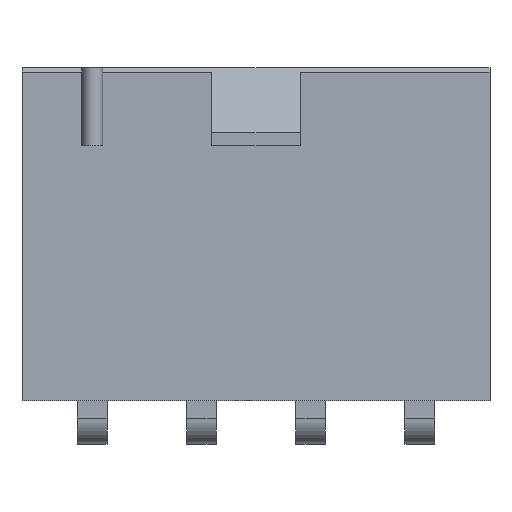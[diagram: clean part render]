
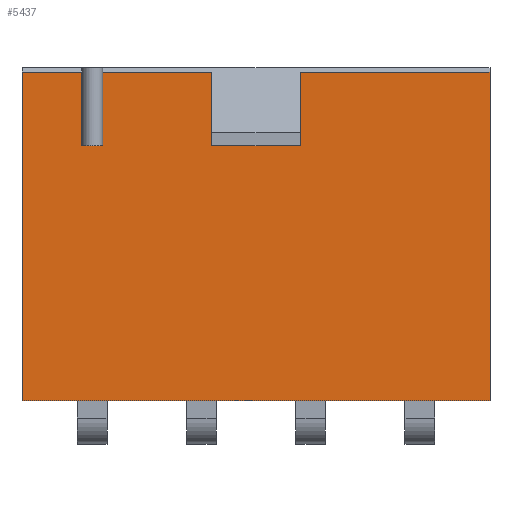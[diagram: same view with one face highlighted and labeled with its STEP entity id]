
A CAD part, top view. The second image highlights one B-rep face of the part: STEP entity #5437.
In plain terms, the highlighted face is planar.
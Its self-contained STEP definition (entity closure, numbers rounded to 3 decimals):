
#817=ORIENTED_EDGE('',*,*,#1470,.F.);
#818=ORIENTED_EDGE('',*,*,#1203,.F.);
#819=ORIENTED_EDGE('',*,*,#1199,.F.);
#820=ORIENTED_EDGE('',*,*,#1202,.T.);
#821=ORIENTED_EDGE('',*,*,#1469,.F.);
#822=ORIENTED_EDGE('',*,*,#1549,.T.);
#823=ORIENTED_EDGE('',*,*,#1559,.T.);
#824=ORIENTED_EDGE('',*,*,#1546,.F.);
#825=ORIENTED_EDGE('',*,*,#1474,.F.);
#826=ORIENTED_EDGE('',*,*,#1478,.F.);
#827=ORIENTED_EDGE('',*,*,#1480,.F.);
#828=ORIENTED_EDGE('',*,*,#1482,.F.);
#1199=EDGE_CURVE('',#1750,#1751,#2105,.T.);
#1202=EDGE_CURVE('',#1750,#1752,#2107,.T.);
#1203=EDGE_CURVE('',#1751,#1753,#2108,.T.);
#1469=EDGE_CURVE('',#1933,#1752,#2342,.T.);
#1470=EDGE_CURVE('',#1753,#1934,#2343,.T.);
#1474=EDGE_CURVE('',#1937,#1930,#2347,.T.);
#1478=EDGE_CURVE('',#1940,#1937,#2351,.T.);
#1480=EDGE_CURVE('',#1941,#1940,#2353,.T.);
#1482=EDGE_CURVE('',#1934,#1941,#2355,.T.);
#1546=EDGE_CURVE('',#1930,#1987,#2419,.T.);
#1549=EDGE_CURVE('',#1933,#1989,#2422,.T.);
#1559=EDGE_CURVE('',#1989,#1987,#2432,.T.);
#1750=VERTEX_POINT('',#6846);
#1751=VERTEX_POINT('',#6847);
#1752=VERTEX_POINT('',#6851);
#1753=VERTEX_POINT('',#6854);
#1930=VERTEX_POINT('',#7390);
#1933=VERTEX_POINT('',#7395);
#1934=VERTEX_POINT('',#7398);
#1937=VERTEX_POINT('',#7404);
#1940=VERTEX_POINT('',#7414);
#1941=VERTEX_POINT('',#7418);
#1987=VERTEX_POINT('',#7552);
#1989=VERTEX_POINT('',#7558);
#2105=LINE('',#6845,#2614);
#2107=LINE('',#6852,#2616);
#2108=LINE('',#6853,#2617);
#2342=LINE('',#7396,#2851);
#2343=LINE('',#7397,#2852);
#2347=LINE('',#7405,#2856);
#2351=LINE('',#7413,#2860);
#2353=LINE('',#7417,#2862);
#2355=LINE('',#7421,#2864);
#2419=LINE('',#7551,#2928);
#2422=LINE('',#7557,#2931);
#2432=LINE('',#7575,#2941);
#2614=VECTOR('',#5810,1000.);
#2616=VECTOR('',#5816,1000.);
#2617=VECTOR('',#5817,1000.);
#2851=VECTOR('',#6307,1000.);
#2852=VECTOR('',#6308,1000.);
#2856=VECTOR('',#6312,1000.);
#2860=VECTOR('',#6320,1000.);
#2862=VECTOR('',#6324,1000.);
#2864=VECTOR('',#6328,1000.);
#2928=VECTOR('',#6434,1000.);
#2931=VECTOR('',#6439,1000.);
#2941=VECTOR('',#6459,1000.);
#3266=EDGE_LOOP('',(#817,#818,#819,#820,#821,#822,#823,#824,#825,#826,#827,
#828));
#3503=FACE_BOUND('',#3266,.T.);
#3703=PLANE('',#5695);
#5437=ADVANCED_FACE('',(#3503),#3703,.T.);
#5695=AXIS2_PLACEMENT_3D('',#7608,#6476,#6477);
#5810=DIRECTION('',(-1.,0.,0.));
#5816=DIRECTION('',(0.,0.,1.));
#5817=DIRECTION('',(0.,0.,1.));
#6307=DIRECTION('',(-1.,0.,0.));
#6308=DIRECTION('',(-1.,0.,0.));
#6312=DIRECTION('',(-1.,0.,0.));
#6320=DIRECTION('',(0.,0.,1.));
#6324=DIRECTION('',(-1.,0.,0.));
#6328=DIRECTION('',(0.,0.,-1.));
#6434=DIRECTION('',(0.,0.,-1.));
#6439=DIRECTION('',(0.,0.,-1.));
#6459=DIRECTION('',(-1.,0.,0.));
#6476=DIRECTION('',(0.,1.,0.));
#6477=DIRECTION('',(0.,0.,1.));
#6845=CARTESIAN_POINT('',(5.9,2.7,3.4));
#6846=CARTESIAN_POINT('',(6.7,2.7,3.4));
#6847=CARTESIAN_POINT('',(5.9,2.7,3.4));
#6851=CARTESIAN_POINT('',(6.7,2.7,6.233));
#6852=CARTESIAN_POINT('',(6.7,2.7,3.4));
#6853=CARTESIAN_POINT('',(5.9,2.7,3.4));
#6854=CARTESIAN_POINT('',(5.9,2.7,6.233));
#7390=CARTESIAN_POINT('',(-9.,2.7,6.233));
#7395=CARTESIAN_POINT('',(9.,2.7,6.233));
#7396=CARTESIAN_POINT('',(9.,2.7,6.233));
#7397=CARTESIAN_POINT('',(9.,2.7,6.233));
#7398=CARTESIAN_POINT('',(1.7,2.7,6.233));
#7404=CARTESIAN_POINT('',(-1.7,2.7,6.233));
#7405=CARTESIAN_POINT('',(9.,2.7,6.233));
#7413=CARTESIAN_POINT('',(-1.7,2.7,3.4));
#7414=CARTESIAN_POINT('',(-1.7,2.7,3.4));
#7417=CARTESIAN_POINT('',(1.7,2.7,3.4));
#7418=CARTESIAN_POINT('',(1.7,2.7,3.4));
#7421=CARTESIAN_POINT('',(1.7,2.7,6.4));
#7551=CARTESIAN_POINT('',(-9.,2.7,6.4));
#7552=CARTESIAN_POINT('',(-9.,2.7,-6.4));
#7557=CARTESIAN_POINT('',(9.,2.7,6.4));
#7558=CARTESIAN_POINT('',(9.,2.7,-6.4));
#7575=CARTESIAN_POINT('',(9.,2.7,-6.4));
#7608=CARTESIAN_POINT('',(9.,2.7,6.4));
